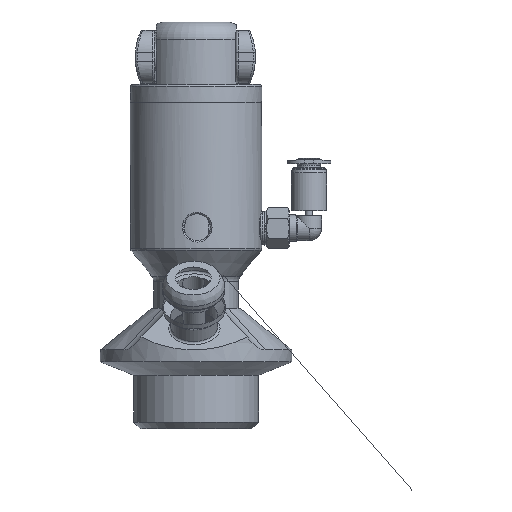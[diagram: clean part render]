
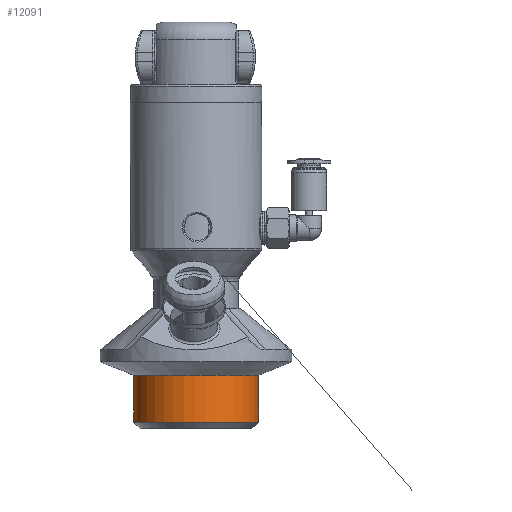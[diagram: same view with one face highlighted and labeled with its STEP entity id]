
A CAD part, top view. The second image highlights one B-rep face of the part: STEP entity #12091.
In plain terms, the highlighted cylindrical face has radius 14 mm (diameter 28 mm), a full revolution.
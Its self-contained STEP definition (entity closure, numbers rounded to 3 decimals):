
#704=CYLINDRICAL_SURFACE('',#12878,14.);
#836=FACE_OUTER_BOUND('',#1521,.T.);
#1521=EDGE_LOOP('',(#7998,#7999,#8000,#8001,#8002,#8003));
#2757=LINE('',#16891,#3568);
#3568=VECTOR('',#13964,14.);
#4415=CIRCLE('',#12874,14.);
#4416=CIRCLE('',#12875,14.);
#4419=CIRCLE('',#12879,14.);
#4420=CIRCLE('',#12880,14.);
#4878=VERTEX_POINT('',#16877);
#4879=VERTEX_POINT('',#16878);
#4882=VERTEX_POINT('',#16887);
#4883=VERTEX_POINT('',#16888);
#6103=EDGE_CURVE('',#4878,#4879,#4415,.T.);
#6104=EDGE_CURVE('',#4879,#4878,#4416,.T.);
#6108=EDGE_CURVE('',#4882,#4883,#4419,.T.);
#6109=EDGE_CURVE('',#4883,#4882,#4420,.T.);
#6110=EDGE_CURVE('',#4883,#4879,#2757,.T.);
#7998=ORIENTED_EDGE('',*,*,#6108,.F.);
#7999=ORIENTED_EDGE('',*,*,#6109,.F.);
#8000=ORIENTED_EDGE('',*,*,#6110,.T.);
#8001=ORIENTED_EDGE('',*,*,#6104,.T.);
#8002=ORIENTED_EDGE('',*,*,#6103,.T.);
#8003=ORIENTED_EDGE('',*,*,#6110,.F.);
#12091=ADVANCED_FACE('',(#836),#704,.T.);
#12874=AXIS2_PLACEMENT_3D('',#16879,#13949,#13950);
#12875=AXIS2_PLACEMENT_3D('',#16880,#13951,#13952);
#12878=AXIS2_PLACEMENT_3D('',#16886,#13958,#13959);
#12879=AXIS2_PLACEMENT_3D('',#16889,#13960,#13961);
#12880=AXIS2_PLACEMENT_3D('',#16890,#13962,#13963);
#13949=DIRECTION('center_axis',(0.,1.,0.));
#13950=DIRECTION('ref_axis',(-0.025,0.,1.));
#13951=DIRECTION('center_axis',(0.,1.,0.));
#13952=DIRECTION('ref_axis',(-0.025,0.,1.));
#13958=DIRECTION('center_axis',(0.,1.,0.));
#13959=DIRECTION('ref_axis',(-0.025,0.,1.));
#13960=DIRECTION('center_axis',(0.,1.,0.));
#13961=DIRECTION('ref_axis',(-0.025,0.,1.));
#13962=DIRECTION('center_axis',(0.,1.,0.));
#13963=DIRECTION('ref_axis',(-0.025,0.,1.));
#13964=DIRECTION('',(0.,-1.,0.));
#16877=CARTESIAN_POINT('',(-45.552,18.563,-116.029));
#16878=CARTESIAN_POINT('',(-44.865,18.563,-144.021));
#16879=CARTESIAN_POINT('Origin',(-45.209,18.563,-130.025));
#16880=CARTESIAN_POINT('Origin',(-45.209,18.563,-130.025));
#16886=CARTESIAN_POINT('Origin',(-45.209,23.813,-130.025));
#16887=CARTESIAN_POINT('',(-45.552,29.063,-116.029));
#16888=CARTESIAN_POINT('',(-44.865,29.063,-144.021));
#16889=CARTESIAN_POINT('Origin',(-45.209,29.063,-130.025));
#16890=CARTESIAN_POINT('Origin',(-45.209,29.063,-130.025));
#16891=CARTESIAN_POINT('',(-44.865,23.813,-144.021));
